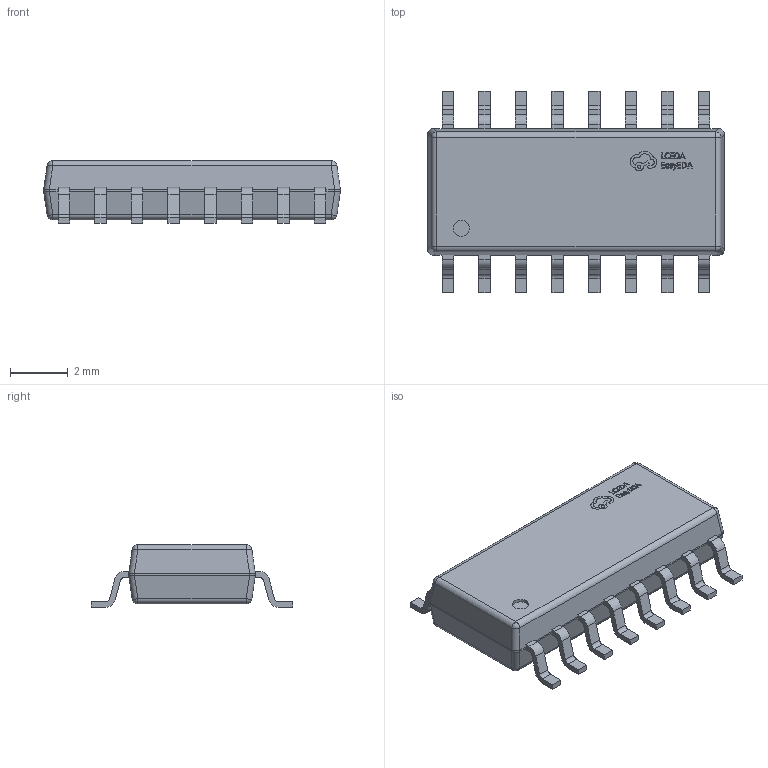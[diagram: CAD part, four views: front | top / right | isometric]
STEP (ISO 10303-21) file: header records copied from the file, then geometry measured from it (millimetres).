
FILE_DESCRIPTION (( 'STEP AP214' ), '1' );
FILE_NAME ('SOP-16_L10.3-W4.4-H2.0-LS7.0-P1.27.STEP', '2024-08-19T07:31:43', ( '' ), ( '' ), 'SwSTEP 2.0', 'SolidWorks 2021', '' );
FILE_SCHEMA (( 'AUTOMOTIVE_DESIGN' ));
Length unit declared in the file: millimetre
Products named in the file (1): SOP-16_L10.3-W4.4-H2.0-LS7.0-P1.27
Bounding box: 10.3 x 7 x 2.17 mm (x, y, z)
Volume: 90.7 mm3; surface area: 176.4 mm2
Topology: 1 solids, 1 shells, 493 faces, 1375 edges, 903 vertices
Faces by surface type: plane 281, cylinder 102, bspline 98, sphere 12
Entity records: 21680 total; most frequent: CARTESIAN_POINT 4075, ORIENTED_EDGE 2746, DIRECTION 2169, EDGE_CURVE 1373, LINE 969, VECTOR 969, VERTEX_POINT 902, AXIS2_PLACEMENT_3D 600
